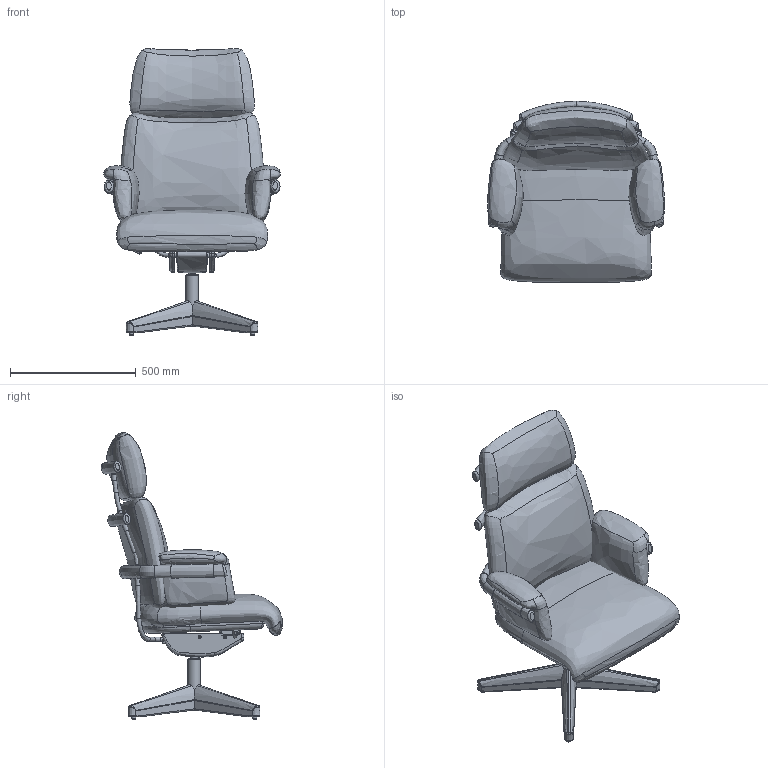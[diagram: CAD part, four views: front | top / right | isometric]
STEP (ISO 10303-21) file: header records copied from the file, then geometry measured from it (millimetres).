
FILE_DESCRIPTION(/* description */ (''),/* implementation_level */ '2;1');
FILE_NAME(/* name */ 'Ramus_CB-576G',/* time_stamp */ '2025-07-18T11:29:24+02:00',/* author */ (''),/* organization */ (''),/* preprocessor_version */ 'ST-DEVELOPER v16.5',/* originating_system */ 'Rhino 7.34',/* authorisation */ '');
FILE_SCHEMA (('AUTOMOTIVE_DESIGN'));
Length unit declared in the file: centimetre
Products named in the file (2): Document; CB-576G_Ramus
Assembly tree (1 placements, depth 2):
  Document
    CB-576G_Ramus
Bounding box: 701.05 x 719.41 x 1138.93 mm (x, y, z)
Volume: 97868531 mm3; surface area: 3718367.5 mm2
Topology: 42 solids, 42 shells, 582 faces, 1315 edges, 800 vertices
Faces by surface type: bspline 256, plane 174, cylinder 152
Full cylindrical faces by diameter (mm): 5 x4, 6 x4, 10 x4, 12 x4, 12.8 x4, 16 x14, 28 x1, 44 x1, 50 x1
Entity records: 48847 total; most frequent: CARTESIAN_POINT 40261, ORIENTED_EDGE 2618, EDGE_CURVE 1309, VERTEX_POINT 800, EDGE_LOOP 603, ADVANCED_FACE 582, FACE_OUTER_BOUND 582, B_SPLINE_CURVE_WITH_KNOTS 531
